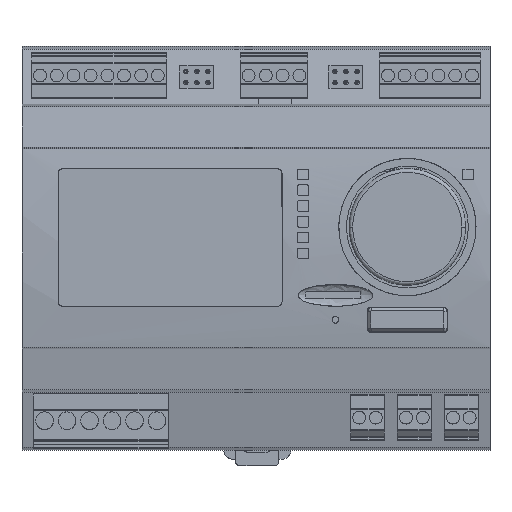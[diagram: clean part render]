
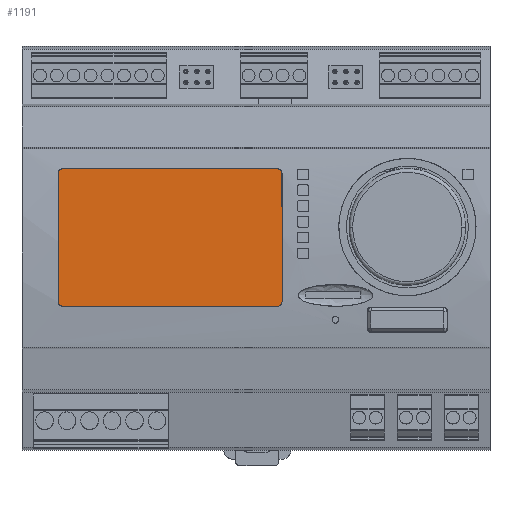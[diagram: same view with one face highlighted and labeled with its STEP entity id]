
A CAD part, top view. The second image highlights one B-rep face of the part: STEP entity #1191.
In plain terms, the highlighted planar face has unit normal (0, 0, 1).
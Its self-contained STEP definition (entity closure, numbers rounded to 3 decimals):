
#1191=ADVANCED_FACE('',(#1902),#10046,.T.);
#1902=FACE_OUTER_BOUND('',#2649,.T.);
#2649=EDGE_LOOP('',(#5605,#5606,#5607,#5608,#5609,#5610,#5611,#5612));
#5605=ORIENTED_EDGE('',*,*,#7501,.T.);
#5606=ORIENTED_EDGE('',*,*,#7508,.T.);
#5607=ORIENTED_EDGE('',*,*,#7502,.T.);
#5608=ORIENTED_EDGE('',*,*,#7507,.T.);
#5609=ORIENTED_EDGE('',*,*,#7503,.T.);
#5610=ORIENTED_EDGE('',*,*,#7506,.T.);
#5611=ORIENTED_EDGE('',*,*,#7504,.T.);
#5612=ORIENTED_EDGE('',*,*,#7505,.T.);
#7501=EDGE_CURVE('',#9462,#9463,#11374,.T.);
#7502=EDGE_CURVE('',#9464,#9465,#11375,.T.);
#7503=EDGE_CURVE('',#9466,#9467,#11376,.T.);
#7504=EDGE_CURVE('',#9468,#9469,#11377,.T.);
#7505=EDGE_CURVE('',#9469,#9462,#8456,.T.);
#7506=EDGE_CURVE('',#9467,#9468,#8457,.T.);
#7507=EDGE_CURVE('',#9465,#9466,#8458,.T.);
#7508=EDGE_CURVE('',#9463,#9464,#8459,.T.);
#8456=(
BOUNDED_CURVE()
B_SPLINE_CURVE(2,(#22570,#22571,#22572),.UNSPECIFIED.,.F.,.F.)
B_SPLINE_CURVE_WITH_KNOTS((3,3),(3.142,4.712),
 .UNSPECIFIED.)
CURVE()
GEOMETRIC_REPRESENTATION_ITEM()
RATIONAL_B_SPLINE_CURVE((1.,0.707,1.))
REPRESENTATION_ITEM('')
);
#8457=(
BOUNDED_CURVE()
B_SPLINE_CURVE(2,(#22573,#22574,#22575),.UNSPECIFIED.,.F.,.F.)
B_SPLINE_CURVE_WITH_KNOTS((3,3),(0.,1.571),.UNSPECIFIED.)
CURVE()
GEOMETRIC_REPRESENTATION_ITEM()
RATIONAL_B_SPLINE_CURVE((1.,0.707,1.))
REPRESENTATION_ITEM('')
);
#8458=(
BOUNDED_CURVE()
B_SPLINE_CURVE(2,(#22576,#22577,#22578),.UNSPECIFIED.,.F.,.F.)
B_SPLINE_CURVE_WITH_KNOTS((3,3),(1.571,3.142),
 .UNSPECIFIED.)
CURVE()
GEOMETRIC_REPRESENTATION_ITEM()
RATIONAL_B_SPLINE_CURVE((1.,0.707,1.))
REPRESENTATION_ITEM('')
);
#8459=(
BOUNDED_CURVE()
B_SPLINE_CURVE(2,(#22579,#22580,#22581),.UNSPECIFIED.,.F.,.F.)
B_SPLINE_CURVE_WITH_KNOTS((3,3),(0.,1.571),.UNSPECIFIED.)
CURVE()
GEOMETRIC_REPRESENTATION_ITEM()
RATIONAL_B_SPLINE_CURVE((1.,0.707,1.))
REPRESENTATION_ITEM('')
);
#9462=VERTEX_POINT('',#22554);
#9463=VERTEX_POINT('',#22555);
#9464=VERTEX_POINT('',#22556);
#9465=VERTEX_POINT('',#22557);
#9466=VERTEX_POINT('',#22558);
#9467=VERTEX_POINT('',#22559);
#9468=VERTEX_POINT('',#22560);
#9469=VERTEX_POINT('',#22561);
#10046=PLANE('',#12172);
#11374=B_SPLINE_CURVE_WITH_KNOTS('',1,(#22562,#22563),.UNSPECIFIED.,.F.,
 .F.,(2,2),(1.,30.),.UNSPECIFIED.);
#11375=B_SPLINE_CURVE_WITH_KNOTS('',1,(#22564,#22565),.UNSPECIFIED.,.F.,
 .F.,(2,2),(-49.6,-1.),.UNSPECIFIED.);
#11376=B_SPLINE_CURVE_WITH_KNOTS('',1,(#22566,#22567),.UNSPECIFIED.,.F.,
 .F.,(2,2),(-30.,-1.),.UNSPECIFIED.);
#11377=B_SPLINE_CURVE_WITH_KNOTS('',1,(#22568,#22569),.UNSPECIFIED.,.F.,
 .F.,(2,2),(1.,49.6),.UNSPECIFIED.);
#12172=AXIS2_PLACEMENT_3D('',#22553,#12824,$);
#12824=DIRECTION('',(0.,0.,1.));
#22553=CARTESIAN_POINT('',(-50.087,-16.131,49.809));
#22554=CARTESIAN_POINT('',(5.585,-12.019,49.809));
#22555=CARTESIAN_POINT('',(5.585,16.981,49.809));
#22556=CARTESIAN_POINT('',(4.585,17.981,49.809));
#22557=CARTESIAN_POINT('',(-44.015,17.981,49.809));
#22558=CARTESIAN_POINT('',(-45.015,16.981,49.809));
#22559=CARTESIAN_POINT('',(-45.015,-12.019,49.809));
#22560=CARTESIAN_POINT('',(-44.015,-13.019,49.809));
#22561=CARTESIAN_POINT('',(4.585,-13.019,49.809));
#22562=CARTESIAN_POINT('',(5.585,-12.019,49.809));
#22563=CARTESIAN_POINT('',(5.585,16.981,49.809));
#22564=CARTESIAN_POINT('',(4.585,17.981,49.809));
#22565=CARTESIAN_POINT('',(-44.015,17.981,49.809));
#22566=CARTESIAN_POINT('',(-45.015,16.981,49.809));
#22567=CARTESIAN_POINT('',(-45.015,-12.019,49.809));
#22568=CARTESIAN_POINT('',(-44.015,-13.019,49.809));
#22569=CARTESIAN_POINT('',(4.585,-13.019,49.809));
#22570=CARTESIAN_POINT('',(4.585,-13.019,49.809));
#22571=CARTESIAN_POINT('',(5.585,-13.019,49.809));
#22572=CARTESIAN_POINT('',(5.585,-12.019,49.809));
#22573=CARTESIAN_POINT('',(-45.015,-12.019,49.809));
#22574=CARTESIAN_POINT('',(-45.015,-13.019,49.809));
#22575=CARTESIAN_POINT('',(-44.015,-13.019,49.809));
#22576=CARTESIAN_POINT('',(-44.015,17.981,49.809));
#22577=CARTESIAN_POINT('',(-45.015,17.981,49.809));
#22578=CARTESIAN_POINT('',(-45.015,16.981,49.809));
#22579=CARTESIAN_POINT('',(5.585,16.981,49.809));
#22580=CARTESIAN_POINT('',(5.585,17.981,49.809));
#22581=CARTESIAN_POINT('',(4.585,17.981,49.809));
